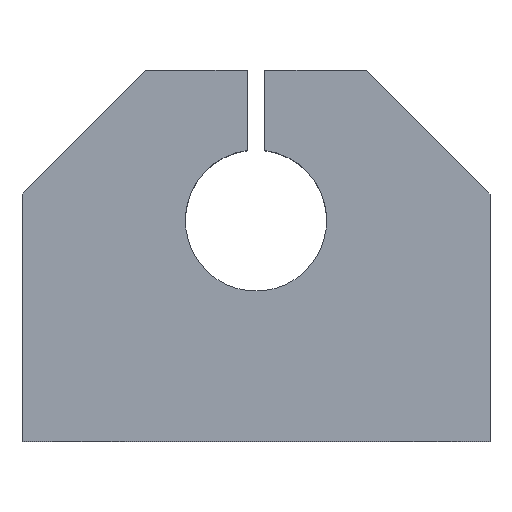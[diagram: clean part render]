
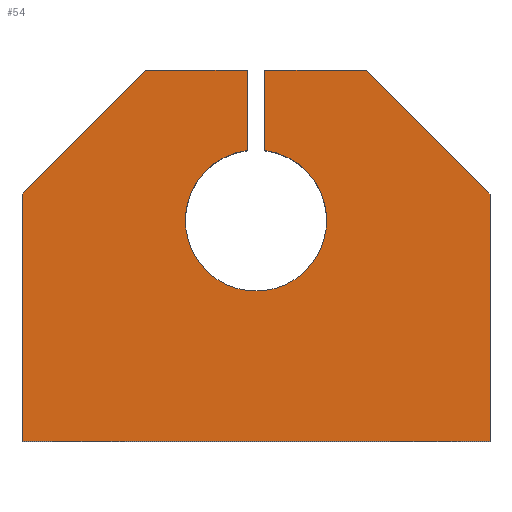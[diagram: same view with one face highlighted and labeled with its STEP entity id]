
A CAD part, top view. The second image highlights one B-rep face of the part: STEP entity #54.
In plain terms, the highlighted planar face has unit normal (0, 0, 1).
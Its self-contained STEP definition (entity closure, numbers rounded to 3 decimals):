
#54 = ADVANCED_FACE( '', ( #125 ), #126, .T. );
#125 = FACE_OUTER_BOUND( '', #224, .T. );
#126 = PLANE( '', #225 );
#224 = EDGE_LOOP( '', ( #326, #327, #328, #329, #330, #331, #332, #333, #334, #335 ) );
#225 = AXIS2_PLACEMENT_3D( '', #336, #337, #338 );
#326 = ORIENTED_EDGE( '', *, *, #504, .T. );
#327 = ORIENTED_EDGE( '', *, *, #505, .T. );
#328 = ORIENTED_EDGE( '', *, *, #506, .T. );
#329 = ORIENTED_EDGE( '', *, *, #507, .T. );
#330 = ORIENTED_EDGE( '', *, *, #508, .T. );
#331 = ORIENTED_EDGE( '', *, *, #509, .T. );
#332 = ORIENTED_EDGE( '', *, *, #510, .F. );
#333 = ORIENTED_EDGE( '', *, *, #511, .T. );
#334 = ORIENTED_EDGE( '', *, *, #512, .T. );
#335 = ORIENTED_EDGE( '', *, *, #500, .T. );
#336 = CARTESIAN_POINT( '', ( 0., 25., 24. ) );
#337 = DIRECTION( '', ( 0., 0., 1. ) );
#338 = DIRECTION( '', ( 1., 0., 0. ) );
#500 = EDGE_CURVE( '', #576, #574, #577, .T. );
#504 = EDGE_CURVE( '', #574, #582, #583, .T. );
#505 = EDGE_CURVE( '', #582, #584, #585, .T. );
#506 = EDGE_CURVE( '', #584, #586, #587, .T. );
#507 = EDGE_CURVE( '', #586, #588, #589, .T. );
#508 = EDGE_CURVE( '', #588, #590, #591, .T. );
#509 = EDGE_CURVE( '', #590, #592, #593, .T. );
#510 = EDGE_CURVE( '', #594, #592, #595, .T. );
#511 = EDGE_CURVE( '', #594, #596, #597, .T. );
#512 = EDGE_CURVE( '', #596, #576, #598, .T. );
#574 = VERTEX_POINT( '', #748 );
#576 = VERTEX_POINT( '', #751 );
#577 = LINE( '', #752, #753 );
#582 = VERTEX_POINT( '', #759 );
#583 = LINE( '', #760, #761 );
#584 = VERTEX_POINT( '', #762 );
#585 = LINE( '', #763, #764 );
#586 = VERTEX_POINT( '', #765 );
#587 = LINE( '', #766, #767 );
#588 = VERTEX_POINT( '', #768 );
#589 = LINE( '', #769, #770 );
#590 = VERTEX_POINT( '', #771 );
#591 = LINE( '', #772, #773 );
#592 = VERTEX_POINT( '', #774 );
#593 = LINE( '', #775, #776 );
#594 = VERTEX_POINT( '', #777 );
#595 = CIRCLE( '', #778, 8. );
#596 = VERTEX_POINT( '', #779 );
#597 = LINE( '', #780, #781 );
#598 = LINE( '', #782, #783 );
#748 = CARTESIAN_POINT( '', ( -26.5, 28., 24. ) );
#751 = CARTESIAN_POINT( '', ( -12.5, 42., 24. ) );
#752 = CARTESIAN_POINT( '', ( -12.5, 42., 24. ) );
#753 = VECTOR( '', #932, 1000. );
#759 = CARTESIAN_POINT( '', ( -26.5, 0., 24. ) );
#760 = CARTESIAN_POINT( '', ( -26.5, 28., 24. ) );
#761 = VECTOR( '', #937, 1000. );
#762 = CARTESIAN_POINT( '', ( 26.5, 0., 24. ) );
#763 = CARTESIAN_POINT( '', ( -26.5, 0., 24. ) );
#764 = VECTOR( '', #938, 1000. );
#765 = CARTESIAN_POINT( '', ( 26.5, 28., 24. ) );
#766 = CARTESIAN_POINT( '', ( 26.5, 0., 24. ) );
#767 = VECTOR( '', #939, 1000. );
#768 = CARTESIAN_POINT( '', ( 12.5, 42., 24. ) );
#769 = CARTESIAN_POINT( '', ( 26.5, 28., 24. ) );
#770 = VECTOR( '', #940, 1000. );
#771 = CARTESIAN_POINT( '', ( 1., 42., 24. ) );
#772 = CARTESIAN_POINT( '', ( 12.5, 42., 24. ) );
#773 = VECTOR( '', #941, 1000. );
#774 = CARTESIAN_POINT( '', ( 1., 32.937, 24. ) );
#775 = CARTESIAN_POINT( '', ( 1., 42., 24. ) );
#776 = VECTOR( '', #942, 1000. );
#777 = CARTESIAN_POINT( '', ( -1., 32.937, 24. ) );
#778 = AXIS2_PLACEMENT_3D( '', #943, #944, #945 );
#779 = CARTESIAN_POINT( '', ( -1., 42., 24. ) );
#780 = CARTESIAN_POINT( '', ( -1., 32.937, 24. ) );
#781 = VECTOR( '', #946, 1000. );
#782 = CARTESIAN_POINT( '', ( -1., 42., 24. ) );
#783 = VECTOR( '', #947, 1000. );
#932 = DIRECTION( '', ( -0.707, -0.707, 0. ) );
#937 = DIRECTION( '', ( 0., -1., 0. ) );
#938 = DIRECTION( '', ( 1., 0., 0. ) );
#939 = DIRECTION( '', ( 0., 1., 0. ) );
#940 = DIRECTION( '', ( -0.707, 0.707, 0. ) );
#941 = DIRECTION( '', ( -1., 0., 0. ) );
#942 = DIRECTION( '', ( 0., -1., 0. ) );
#943 = CARTESIAN_POINT( '', ( 0., 25., 24. ) );
#944 = DIRECTION( '', ( 0., 0., 1. ) );
#945 = DIRECTION( '', ( 1., 0., 0. ) );
#946 = DIRECTION( '', ( 0., 1., 0. ) );
#947 = DIRECTION( '', ( -1., 0., 0. ) );
